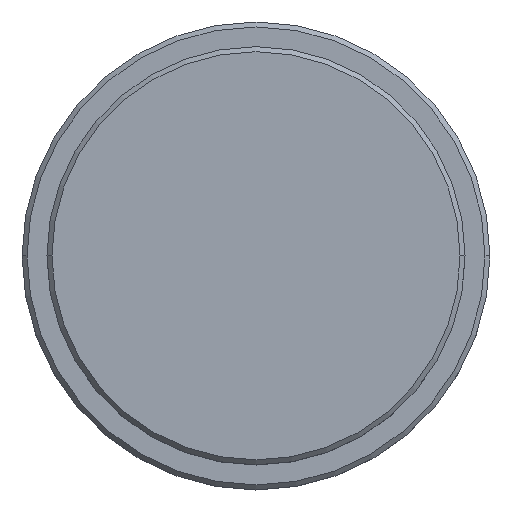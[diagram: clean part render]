
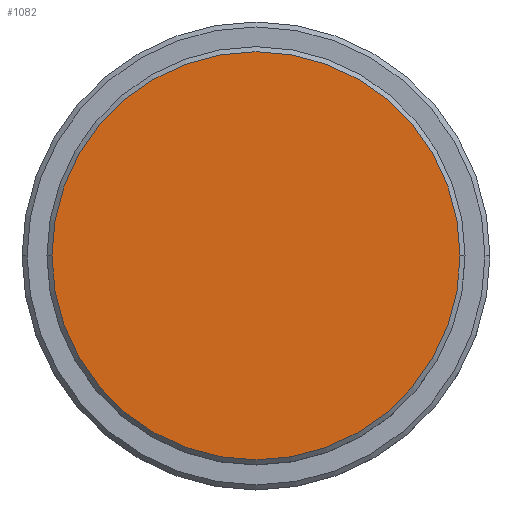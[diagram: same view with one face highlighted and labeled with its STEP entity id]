
A CAD part, top view. The second image highlights one B-rep face of the part: STEP entity #1082.
In plain terms, the highlighted planar face has unit normal (0, 0, 1).
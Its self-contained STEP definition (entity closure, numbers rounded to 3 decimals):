
#31 = CARTESIAN_POINT ( 'NONE',  ( 20.5, 0., 0. ) ) ;
#102 = AXIS2_PLACEMENT_3D ( 'NONE', #1203, #605, #816 ) ;
#158 = DIRECTION ( 'NONE',  ( 1., 0., 0. ) ) ;
#229 = PLANE ( 'NONE',  #973 ) ;
#251 = EDGE_CURVE ( 'NONE', #446, #1175, #877, .T. ) ;
#263 = AXIS2_PLACEMENT_3D ( 'NONE', #366, #683, #158 ) ;
#344 = DIRECTION ( 'NONE',  ( 0., 0., 1. ) ) ;
#366 = CARTESIAN_POINT ( 'NONE',  ( 0., 0., 0. ) ) ;
#445 = FACE_OUTER_BOUND ( 'NONE', #819, .T. ) ;
#446 = VERTEX_POINT ( 'NONE', #1290 ) ;
#533 = CARTESIAN_POINT ( 'NONE',  ( 0., 0., 0. ) ) ;
#605 = DIRECTION ( 'NONE',  ( 0., 0., 1. ) ) ;
#683 = DIRECTION ( 'NONE',  ( 0., 0., 1. ) ) ;
#723 = ORIENTED_EDGE ( 'NONE', *, *, #779, .T. ) ;
#779 = EDGE_CURVE ( 'NONE', #1175, #446, #1335, .T. ) ;
#816 = DIRECTION ( 'NONE',  ( 1., 0., 0. ) ) ;
#819 = EDGE_LOOP ( 'NONE', ( #1277, #723 ) ) ;
#877 = CIRCLE ( 'NONE', #102, 20.5 ) ;
#973 = AXIS2_PLACEMENT_3D ( 'NONE', #533, #344, #1303 ) ;
#1082 = ADVANCED_FACE ( 'NONE', ( #445 ), #229, .T. ) ;
#1175 = VERTEX_POINT ( 'NONE', #31 ) ;
#1203 = CARTESIAN_POINT ( 'NONE',  ( 0., 0., 0. ) ) ;
#1277 = ORIENTED_EDGE ( 'NONE', *, *, #251, .T. ) ;
#1290 = CARTESIAN_POINT ( 'NONE',  ( -20.5, 0., 0. ) ) ;
#1303 = DIRECTION ( 'NONE',  ( 1., 0., 0. ) ) ;
#1335 = CIRCLE ( 'NONE', #263, 20.5 ) ;
